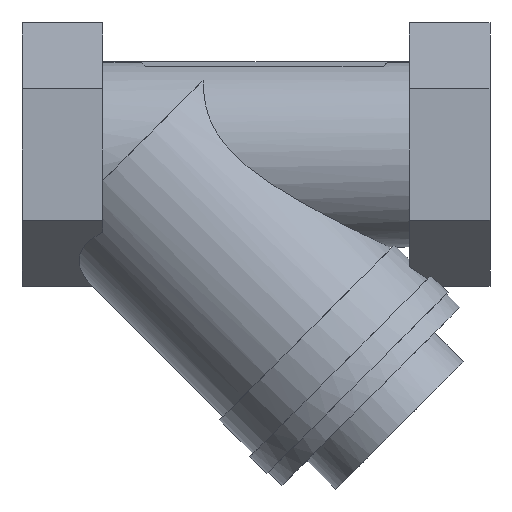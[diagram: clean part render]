
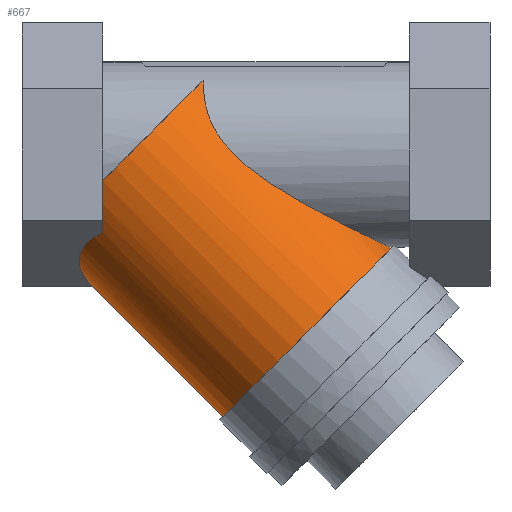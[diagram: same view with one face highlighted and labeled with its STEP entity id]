
A CAD part, front view. The second image highlights one B-rep face of the part: STEP entity #667.
In plain terms, the highlighted cylindrical face has radius 25 mm (diameter 50 mm), a partial arc.
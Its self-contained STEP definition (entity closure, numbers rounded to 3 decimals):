
#360=CARTESIAN_POINT('Control Point',(28.105,0.,-19.5)) ;
#361=CARTESIAN_POINT('Control Point',(28.109,-0.796,-19.5)) ;
#362=CARTESIAN_POINT('Control Point',(28.02,-1.587,-19.459)) ;
#363=CARTESIAN_POINT('Control Point',(27.85,-2.362,-19.379)) ;
#364=CARTESIAN_POINT('Control Point',(27.361,-3.886,-19.145)) ;
#365=CARTESIAN_POINT('Control Point',(26.624,-5.277,-18.793)) ;
#366=CARTESIAN_POINT('Control Point',(26.201,-5.946,-18.59)) ;
#367=CARTESIAN_POINT('Control Point',(24.709,-7.991,-17.873)) ;
#368=CARTESIAN_POINT('Control Point',(22.894,-9.698,-16.989)) ;
#369=CARTESIAN_POINT('Control Point',(21.564,-10.747,-16.336)) ;
#370=CARTESIAN_POINT('Control Point',(17.618,-13.438,-14.372)) ;
#371=CARTESIAN_POINT('Control Point',(13.368,-15.412,-12.16)) ;
#372=CARTESIAN_POINT('Control Point',(10.574,-16.484,-10.651)) ;
#373=CARTESIAN_POINT('Control Point',(6.265,-17.848,-8.197)) ;
#374=CARTESIAN_POINT('Control Point',(2.04,-18.771,-5.426)) ;
#375=CARTESIAN_POINT('Control Point',(0.589,-19.038,-4.417)) ;
#376=CARTESIAN_POINT('Control Point',(-2.157,-19.438,-2.353)) ;
#377=CARTESIAN_POINT('Control Point',(-4.704,-19.551,-0.013)) ;
#378=CARTESIAN_POINT('Control Point',(-5.864,-19.525,1.195)) ;
#379=CARTESIAN_POINT('Control Point',(-7.621,-19.301,3.358)) ;
#380=CARTESIAN_POINT('Control Point',(-8.964,-18.681,5.721)) ;
#381=CARTESIAN_POINT('Control Point',(-9.423,-18.362,6.685)) ;
#382=CARTESIAN_POINT('Control Point',(-10.006,-17.753,8.176)) ;
#383=CARTESIAN_POINT('Control Point',(-10.412,-16.968,9.635)) ;
#384=CARTESIAN_POINT('Control Point',(-10.534,-16.673,10.139)) ;
#385=CARTESIAN_POINT('Control Point',(-10.859,-15.682,11.688)) ;
#386=CARTESIAN_POINT('Control Point',(-11.025,-14.501,13.13)) ;
#387=CARTESIAN_POINT('Control Point',(-11.083,-13.614,14.048)) ;
#388=CARTESIAN_POINT('Control Point',(-11.103,-12.657,14.888)) ;
#389=CARTESIAN_POINT('Control Point',(-11.106,-11.64,15.644)) ;
#390=CARTESIAN_POINT('Vertex',(28.105,0.,-19.5)) ;
#392=CARTESIAN_POINT('Vertex',(-11.106,-11.64,15.644)) ;
#578=CARTESIAN_POINT('Vertex',(-32.25,-23.759,-5.5)) ;
#582=CARTESIAN_POINT('Control Point',(-32.25,-23.759,-5.5)) ;
#583=CARTESIAN_POINT('Control Point',(-31.375,-24.165,-4.625)) ;
#584=CARTESIAN_POINT('Control Point',(-30.477,-24.473,-3.727)) ;
#585=CARTESIAN_POINT('Control Point',(-28.66,-24.887,-1.91)) ;
#586=CARTESIAN_POINT('Control Point',(-27.741,-24.994,-0.991)) ;
#587=CARTESIAN_POINT('Control Point',(-25.903,-25.005,0.847)) ;
#588=CARTESIAN_POINT('Control Point',(-24.984,-24.909,1.766)) ;
#589=CARTESIAN_POINT('Control Point',(-23.169,-24.516,3.581)) ;
#590=CARTESIAN_POINT('Control Point',(-22.273,-24.22,4.477)) ;
#591=CARTESIAN_POINT('Control Point',(-20.524,-23.434,6.226)) ;
#592=CARTESIAN_POINT('Control Point',(-19.672,-22.945,7.078)) ;
#593=CARTESIAN_POINT('Control Point',(-18.029,-21.785,8.721)) ;
#594=CARTESIAN_POINT('Control Point',(-17.24,-21.114,9.51)) ;
#595=CARTESIAN_POINT('Control Point',(-15.743,-19.606,11.007)) ;
#596=CARTESIAN_POINT('Control Point',(-15.035,-18.768,11.715)) ;
#597=CARTESIAN_POINT('Control Point',(-13.721,-16.946,13.029)) ;
#598=CARTESIAN_POINT('Control Point',(-13.113,-15.962,13.637)) ;
#599=CARTESIAN_POINT('Control Point',(-12.019,-13.88,14.731)) ;
#600=CARTESIAN_POINT('Control Point',(-11.53,-12.784,15.22)) ;
#601=CARTESIAN_POINT('Control Point',(-11.106,-11.64,15.644)) ;
#609=CARTESIAN_POINT('Axis2P3D Location',(-26.75,0.,0.)) ;
#615=CARTESIAN_POINT('Control Point',(-32.25,-23.759,-5.5)) ;
#616=CARTESIAN_POINT('Control Point',(-32.251,-23.101,-8.34)) ;
#617=CARTESIAN_POINT('Control Point',(-32.248,-22.206,-11.127)) ;
#618=CARTESIAN_POINT('Control Point',(-32.251,-21.06,-13.824)) ;
#619=CARTESIAN_POINT('Control Point',(-32.25,-19.642,-16.373)) ;
#620=CARTESIAN_POINT('Vertex',(-32.25,-19.642,-16.373)) ;
#624=CARTESIAN_POINT('Control Point',(-32.25,-19.642,-16.373)) ;
#625=CARTESIAN_POINT('Control Point',(-33.405,-18.695,-16.917)) ;
#626=CARTESIAN_POINT('Control Point',(-34.432,-17.63,-17.536)) ;
#627=CARTESIAN_POINT('Control Point',(-35.298,-16.457,-18.212)) ;
#628=CARTESIAN_POINT('Control Point',(-36.449,-14.308,-19.452)) ;
#629=CARTESIAN_POINT('Control Point',(-37.039,-12.006,-20.781)) ;
#630=CARTESIAN_POINT('Control Point',(-37.187,-11.038,-21.34)) ;
#631=CARTESIAN_POINT('Control Point',(-37.359,-8.163,-23.)) ;
#632=CARTESIAN_POINT('Control Point',(-36.81,-5.303,-24.651)) ;
#633=CARTESIAN_POINT('Control Point',(-36.192,-3.468,-25.71)) ;
#634=CARTESIAN_POINT('Control Point',(-35.37,-1.697,-26.735)) ;
#635=CARTESIAN_POINT('Control Point',(-34.393,0.,-27.713)) ;
#636=CARTESIAN_POINT('Vertex',(-34.393,0.,-27.713)) ;
#639=CARTESIAN_POINT('Line Origine',(-44.428,0.,-17.678)) ;
#643=CARTESIAN_POINT('Vertex',(-6.951,0.,-55.154)) ;
#646=CARTESIAN_POINT('Axis2P3D Location',(10.727,0.,-37.477)) ;
#650=CARTESIAN_POINT('Vertex',(28.404,0.,-19.799)) ;
#653=CARTESIAN_POINT('Line Origine',(-9.072,0.,17.678)) ;
#610=DIRECTION('Axis2P3D Direction',(0.707,0.,-0.707)) ;
#611=DIRECTION('Axis2P3D XDirection',(0.,1.,0.)) ;
#640=DIRECTION('Vector Direction',(0.707,0.,-0.707)) ;
#647=DIRECTION('Axis2P3D Direction',(0.707,0.,-0.707)) ;
#654=DIRECTION('Vector Direction',(0.707,0.,-0.707)) ;
#612=AXIS2_PLACEMENT_3D('Cylinder Axis2P3D',#609,#610,#611) ;
#648=AXIS2_PLACEMENT_3D('Circle Axis2P3D',#646,#647,$) ;
#659=ORIENTED_EDGE('',*,*,#602,.F.) ;
#660=ORIENTED_EDGE('',*,*,#622,.T.) ;
#661=ORIENTED_EDGE('',*,*,#638,.T.) ;
#662=ORIENTED_EDGE('',*,*,#645,.T.) ;
#663=ORIENTED_EDGE('',*,*,#652,.F.) ;
#664=ORIENTED_EDGE('',*,*,#657,.T.) ;
#665=ORIENTED_EDGE('',*,*,#394,.T.) ;
#641=VECTOR('Line Direction',#640,1.) ;
#655=VECTOR('Line Direction',#654,1.) ;
#667=ADVANCED_FACE('PartBody',(#666),#613,.T.) ;
#359=B_SPLINE_CURVE_WITH_KNOTS('',5,(#360,#361,#362,#363,#364,#365,#366,#367,#368,#369,#370,#371,#372,#373,#374,#375,#376,#377,#378,#379,#380,#381,#382,#383,#384,#385,#386,#387,#388,#389),.UNSPECIFIED.,.F.,.U.,(6,3,3,3,3,3,3,3,3,6),(0.,3.957,8.025,17.072,33.801,42.729,51.055,56.587,59.561,65.896),.UNSPECIFIED.) ;
#581=B_SPLINE_CURVE_WITH_KNOTS('',3,(#582,#583,#584,#585,#586,#587,#588,#589,#590,#591,#592,#593,#594,#595,#596,#597,#598,#599,#600,#601),.UNSPECIFIED.,.F.,.U.,(4,2,2,2,2,2,2,2,2,4),(0.,3.904,7.801,11.693,15.582,19.471,23.362,27.261,31.164,35.036),.UNSPECIFIED.) ;
#614=B_SPLINE_CURVE_WITH_KNOTS('',4,(#615,#616,#617,#618,#619),.UNSPECIFIED.,.F.,.U.,(5,5),(0.,11.66),.UNSPECIFIED.) ;
#623=B_SPLINE_CURVE_WITH_KNOTS('',5,(#624,#625,#626,#627,#628,#629,#630,#631,#632,#633,#634,#635),.UNSPECIFIED.,.F.,.U.,(6,3,3,6),(0.,7.942,13.546,24.499),.UNSPECIFIED.) ;
#649=CIRCLE('generated circle',#648,25.) ;
#613=CYLINDRICAL_SURFACE('generated cylinder',#612,25.) ;
#394=EDGE_CURVE('',#391,#393,#359,.T.) ;
#602=EDGE_CURVE('',#579,#393,#581,.T.) ;
#622=EDGE_CURVE('',#579,#621,#614,.T.) ;
#638=EDGE_CURVE('',#621,#637,#623,.T.) ;
#645=EDGE_CURVE('',#637,#644,#642,.T.) ;
#652=EDGE_CURVE('',#651,#644,#649,.T.) ;
#657=EDGE_CURVE('',#651,#391,#656,.F.) ;
#658=EDGE_LOOP('',(#659,#660,#661,#662,#663,#664,#665)) ;
#666=FACE_OUTER_BOUND('',#658,.T.) ;
#642=LINE('Line',#639,#641) ;
#656=LINE('Line',#653,#655) ;
#391=VERTEX_POINT('',#390) ;
#393=VERTEX_POINT('',#392) ;
#579=VERTEX_POINT('',#578) ;
#621=VERTEX_POINT('',#620) ;
#637=VERTEX_POINT('',#636) ;
#644=VERTEX_POINT('',#643) ;
#651=VERTEX_POINT('',#650) ;
